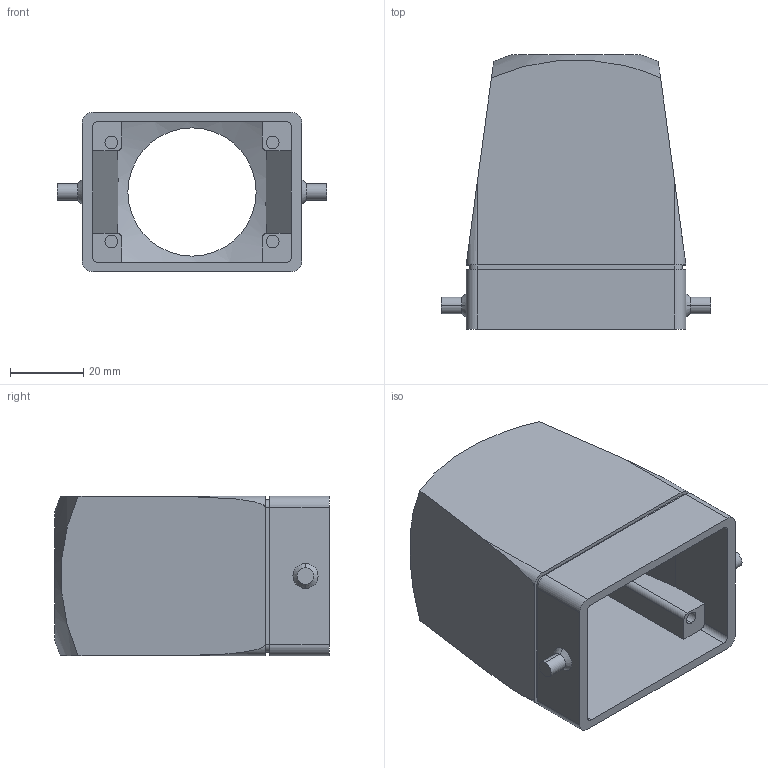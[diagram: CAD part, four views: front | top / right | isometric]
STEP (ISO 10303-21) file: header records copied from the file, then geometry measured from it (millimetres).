
FILE_DESCRIPTION (( 'STEP AP214' ), '1' );
FILE_NAME ('ZP-MC06B-2-STE29ML.STEP', '2018-07-12T19:26:03', ( '' ), ( '' ), 'SwSTEP 2.0', 'SolidWorks 2017', '' );
FILE_SCHEMA (( 'AUTOMOTIVE_DESIGN' ));
Length unit declared in the file: millimetre
Products named in the file (1): ZP-MC06B-2-STE29ML
Bounding box: 73.7 x 74.97 x 43.5 mm (x, y, z)
Volume: 45374.3 mm3; surface area: 30122.1 mm2
Topology: 3 solids, 3 shells, 81 faces, 200 edges, 132 vertices
Faces by surface type: plane 41, cylinder 34, cone 4, bspline 2
Entity records: 2726 total; most frequent: CARTESIAN_POINT 620, DIRECTION 408, ORIENTED_EDGE 400, EDGE_CURVE 200, AXIS2_PLACEMENT_3D 148, VERTEX_POINT 132, LINE 112, VECTOR 112
